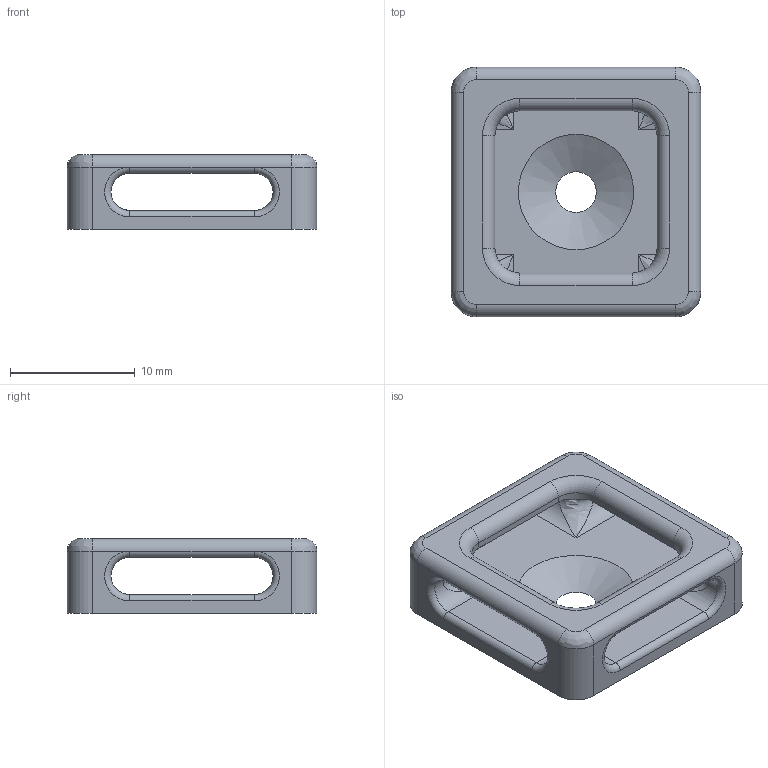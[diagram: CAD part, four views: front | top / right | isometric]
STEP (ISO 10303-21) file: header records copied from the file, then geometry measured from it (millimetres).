
FILE_DESCRIPTION(/* description */ (''),/* implementation_level */ '2;1');
FILE_NAME(/* name */ 'ziptiescrew.step',/* time_stamp */ '2024-09-07T15:49:24-05:00',/* author */ (''),/* organization */ (''),/* preprocessor_version */ 'ST-DEVELOPER v20',/* originating_system */ 'Autodesk Translation Framework v13.14.0.145',/* authorisation */ '');
FILE_SCHEMA (('AUTOMOTIVE_DESIGN { 1 0 10303 214 3 1 1 }'));
Length unit declared in the file: millimetre
Products named in the file (1): (Unsaved)
Bounding box: 20 x 20 x 6 mm (x, y, z)
Volume: 1018.6 mm3; surface area: 1509.5 mm2
Topology: 1 solids, 1 shells, 68 faces, 179 edges, 102 vertices
Faces by surface type: cylinder 32, plane 15, torus 12, bspline 8, cone 1
Entity records: 2321 total; most frequent: CARTESIAN_POINT 613, DIRECTION 371, ORIENTED_EDGE 350, EDGE_CURVE 175, AXIS2_PLACEMENT_3D 147, VERTEX_POINT 102, CIRCLE 78, LINE 77
